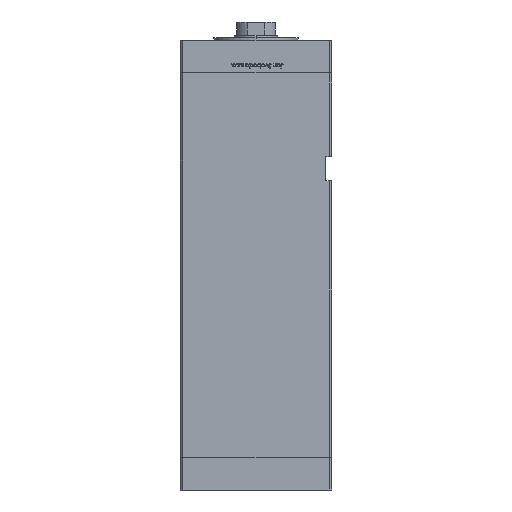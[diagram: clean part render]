
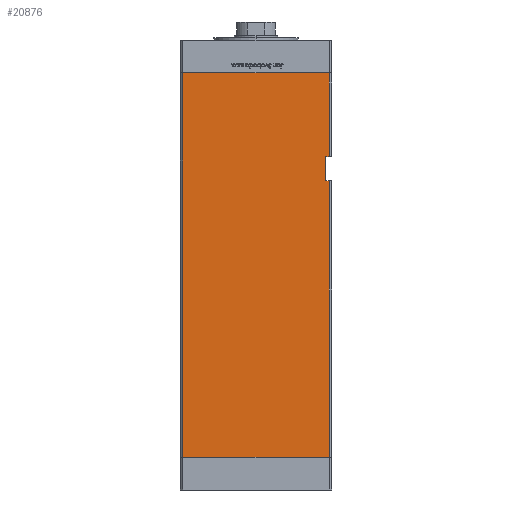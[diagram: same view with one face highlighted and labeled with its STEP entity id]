
A CAD part, left-side view. The second image highlights one B-rep face of the part: STEP entity #20876.
In plain terms, the highlighted planar face has unit normal (-1, 0, 0).
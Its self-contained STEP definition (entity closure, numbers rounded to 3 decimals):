
#80 = LINE ( 'NONE', #49130, #4423 ) ;
#184 = VERTEX_POINT ( 'NONE', #47068 ) ;
#196 = LINE ( 'NONE', #20816, #8107 ) ;
#1888 = EDGE_CURVE ( 'NONE', #27781, #184, #196, .T. ) ;
#2091 = CARTESIAN_POINT ( 'NONE',  ( -75., -60.5, 317. ) ) ;
#2330 = CARTESIAN_POINT ( 'NONE',  ( -75., -57.5, 248. ) ) ;
#2589 = LINE ( 'NONE', #3135, #20294 ) ;
#3135 = CARTESIAN_POINT ( 'NONE',  ( -75., -60.5, 317. ) ) ;
#4242 = VERTEX_POINT ( 'NONE', #9937 ) ;
#4423 = VECTOR ( 'NONE', #20179, 1000. ) ;
#4950 = CARTESIAN_POINT ( 'NONE',  ( -75., 60.5, 0. ) ) ;
#6007 = EDGE_CURVE ( 'NONE', #37270, #4242, #49997, .T. ) ;
#6225 = VERTEX_POINT ( 'NONE', #6254 ) ;
#6254 = CARTESIAN_POINT ( 'NONE',  ( -75., 60.5, 317. ) ) ;
#7582 = ORIENTED_EDGE ( 'NONE', *, *, #29987, .F. ) ;
#7682 = CARTESIAN_POINT ( 'NONE',  ( -75., -60.5, 248. ) ) ;
#8107 = VECTOR ( 'NONE', #29115, 1000. ) ;
#8140 = ORIENTED_EDGE ( 'NONE', *, *, #13515, .F. ) ;
#9190 = VECTOR ( 'NONE', #10373, 1000. ) ;
#9419 = EDGE_CURVE ( 'NONE', #6225, #37270, #32950, .T. ) ;
#9937 = CARTESIAN_POINT ( 'NONE',  ( -75., -60.5, 0. ) ) ;
#10373 = DIRECTION ( 'NONE',  ( 0., -1., 0. ) ) ;
#10548 = CARTESIAN_POINT ( 'NONE',  ( -75., 60.5, 317. ) ) ;
#11664 = VECTOR ( 'NONE', #29069, 1000. ) ;
#12723 = LINE ( 'NONE', #50495, #30792 ) ;
#12948 = ORIENTED_EDGE ( 'NONE', *, *, #1888, .F. ) ;
#13515 = EDGE_CURVE ( 'NONE', #184, #4242, #2589, .T. ) ;
#13747 = ORIENTED_EDGE ( 'NONE', *, *, #14388, .T. ) ;
#14283 = DIRECTION ( 'NONE',  ( 0., 1., 0. ) ) ;
#14388 = EDGE_CURVE ( 'NONE', #15008, #44450, #35840, .T. ) ;
#15008 = VERTEX_POINT ( 'NONE', #20676 ) ;
#20179 = DIRECTION ( 'NONE',  ( 0., 0., -1. ) ) ;
#20294 = VECTOR ( 'NONE', #35829, 1000. ) ;
#20676 = CARTESIAN_POINT ( 'NONE',  ( -75., -57.5, 248. ) ) ;
#20738 = EDGE_CURVE ( 'NONE', #39895, #44450, #12723, .T. ) ;
#20816 = CARTESIAN_POINT ( 'NONE',  ( -75., -57.5, 228. ) ) ;
#20876 = ADVANCED_FACE ( 'NONE', ( #43239 ), #35197, .F. ) ;
#21560 = ORIENTED_EDGE ( 'NONE', *, *, #20738, .F. ) ;
#24623 = CARTESIAN_POINT ( 'NONE',  ( -75., 60.5, 317. ) ) ;
#24800 = AXIS2_PLACEMENT_3D ( 'NONE', #10548, #34660, #14283 ) ;
#25952 = EDGE_LOOP ( 'NONE', ( #8140, #12948, #7582, #13747, #21560, #30685, #45436, #49627 ) ) ;
#27781 = VERTEX_POINT ( 'NONE', #34574 ) ;
#29068 = DIRECTION ( 'NONE',  ( 0., 0., -1. ) ) ;
#29069 = DIRECTION ( 'NONE',  ( 0., -1., 0. ) ) ;
#29115 = DIRECTION ( 'NONE',  ( 0., -1., 0. ) ) ;
#29987 = EDGE_CURVE ( 'NONE', #15008, #27781, #80, .T. ) ;
#30685 = ORIENTED_EDGE ( 'NONE', *, *, #40301, .F. ) ;
#30792 = VECTOR ( 'NONE', #29068, 1000. ) ;
#32950 = LINE ( 'NONE', #24623, #50304 ) ;
#34574 = CARTESIAN_POINT ( 'NONE',  ( -75., -57.5, 228. ) ) ;
#34660 = DIRECTION ( 'NONE',  ( 1., 0., 0. ) ) ;
#35197 = PLANE ( 'NONE',  #24800 ) ;
#35829 = DIRECTION ( 'NONE',  ( 0., 0., -1. ) ) ;
#35840 = LINE ( 'NONE', #2330, #9190 ) ;
#36938 = VECTOR ( 'NONE', #48666, 1000. ) ;
#37270 = VERTEX_POINT ( 'NONE', #45820 ) ;
#39895 = VERTEX_POINT ( 'NONE', #2091 ) ;
#40095 = LINE ( 'NONE', #48397, #36938 ) ;
#40301 = EDGE_CURVE ( 'NONE', #6225, #39895, #40095, .T. ) ;
#43239 = FACE_OUTER_BOUND ( 'NONE', #25952, .T. ) ;
#44450 = VERTEX_POINT ( 'NONE', #7682 ) ;
#45271 = DIRECTION ( 'NONE',  ( 0., 0., -1. ) ) ;
#45436 = ORIENTED_EDGE ( 'NONE', *, *, #9419, .T. ) ;
#45820 = CARTESIAN_POINT ( 'NONE',  ( -75., 60.5, 0. ) ) ;
#47068 = CARTESIAN_POINT ( 'NONE',  ( -75., -60.5, 228. ) ) ;
#48397 = CARTESIAN_POINT ( 'NONE',  ( -75., 60.5, 317. ) ) ;
#48666 = DIRECTION ( 'NONE',  ( 0., -1., 0. ) ) ;
#49130 = CARTESIAN_POINT ( 'NONE',  ( -75., -57.5, 248. ) ) ;
#49627 = ORIENTED_EDGE ( 'NONE', *, *, #6007, .T. ) ;
#49997 = LINE ( 'NONE', #4950, #11664 ) ;
#50304 = VECTOR ( 'NONE', #45271, 1000. ) ;
#50495 = CARTESIAN_POINT ( 'NONE',  ( -75., -60.5, 317. ) ) ;
